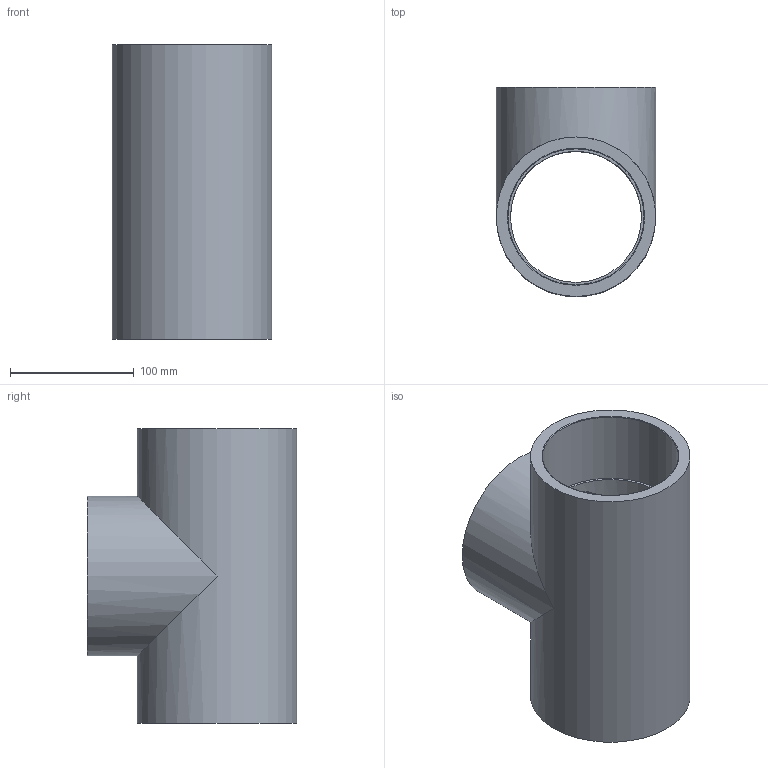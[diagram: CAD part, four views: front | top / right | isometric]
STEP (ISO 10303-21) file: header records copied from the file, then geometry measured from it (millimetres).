
FILE_DESCRIPTION(/* description */ (''),/* implementation_level */ '2;1');
FILE_NAME(/* name */ 'TE42110L.ipt.stp',/* time_stamp */ '2017-02-28T12:30:57+01:00',/* author */ ('Gabriele'),/* organization */ (''),/* preprocessor_version */ 'ST-DEVELOPER v16.5',/* originating_system */ 'Autodesk Inventor 2017',/* authorisation */ '');
FILE_SCHEMA (('AUTOMOTIVE_DESIGN { 1 0 10303 214 3 1 1 }'));
Length unit declared in the file: millimetre
Products named in the file (1): TE42110L
Bounding box: 129 x 169.5 x 238 mm (x, y, z)
Volume: 1017574.2 mm3; surface area: 249886.6 mm2
Topology: 2 solids, 2 shells, 26 faces, 55 edges, 35 vertices
Faces by surface type: cylinder 9, plane 8, bspline 6, torus 3
Full cylindrical faces by diameter (mm): 106 x2, 110 x2, 113.03 x2, 129 x2
Entity records: 8321 total; most frequent: CARTESIAN_POINT 7809, DIRECTION 88, ORIENTED_EDGE 84, EDGE_LOOP 47, AXIS2_PLACEMENT_3D 44, EDGE_CURVE 42, VERTEX_POINT 35, FACE_OUTER_BOUND 26
